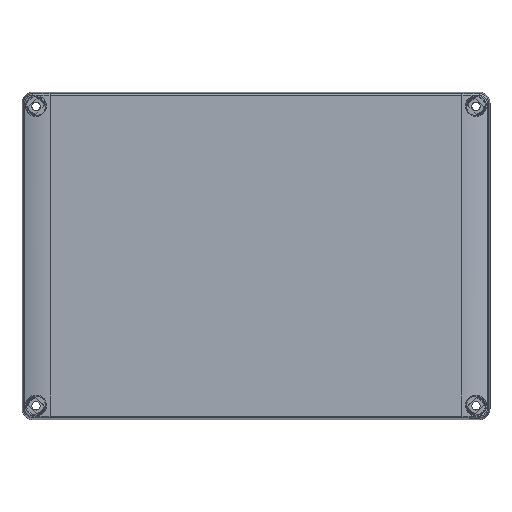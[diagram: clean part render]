
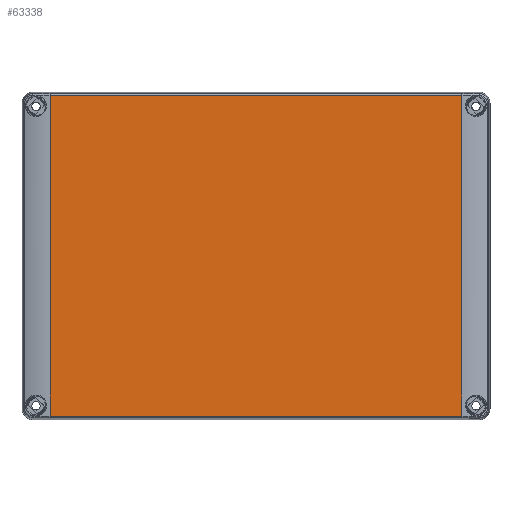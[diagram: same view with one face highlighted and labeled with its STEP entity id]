
A CAD part, top view. The second image highlights one B-rep face of the part: STEP entity #63338.
In plain terms, the highlighted planar face has unit normal (0, 0, 1).
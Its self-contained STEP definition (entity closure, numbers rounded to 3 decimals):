
#58469=DIRECTION('',(-1.,0.,0.));
#58470=VECTOR('',#58469,220.);
#58471=CARTESIAN_POINT('',(110.,-85.645,50.));
#58472=LINE('',#58471,#58470);
#58478=DIRECTION('',(0.,1.,0.));
#58479=VECTOR('',#58478,171.289);
#58480=CARTESIAN_POINT('',(-110.,-85.645,
50.));
#58481=LINE('',#58480,#58479);
#58486=DIRECTION('',(1.,0.,0.));
#58487=VECTOR('',#58486,220.);
#58488=CARTESIAN_POINT('',(-110.,85.645,50.));
#58489=LINE('',#58488,#58487);
#58511=CARTESIAN_POINT('',(-110.,85.645,50.));
#58722=DIRECTION('',(0.,1.,0.));
#58723=VECTOR('',#58722,171.289);
#58724=CARTESIAN_POINT('',(110.,-85.645,50.));
#58725=LINE('',#58724,#58723);
#60027=CARTESIAN_POINT('',(110.,-85.645,50.));
#60028=CARTESIAN_POINT('',(-110.,-85.645,
50.));
#60029=VERTEX_POINT('',#60027);
#60030=VERTEX_POINT('',#60028);
#60042=VERTEX_POINT('',#58511);
#60045=CARTESIAN_POINT('',(110.,85.645,50.));
#60046=VERTEX_POINT('',#60045);
#63325=CARTESIAN_POINT('',(-110.,-87.5,50.));
#63326=DIRECTION('',(0.,0.,1.));
#63327=DIRECTION('',(1.,0.,0.));
#63328=AXIS2_PLACEMENT_3D('',#63325,#63326,#63327);
#63329=PLANE('',#63328);
#63330=ORIENTED_EDGE('',*,*,#63319,.T.);
#63331=ORIENTED_EDGE('',*,*,#62969,.T.);
#63333=ORIENTED_EDGE('',*,*,#63332,.T.);
#63335=ORIENTED_EDGE('',*,*,#63334,.F.);
#63336=EDGE_LOOP('',(#63330,#63331,#63333,#63335));
#63337=FACE_OUTER_BOUND('',#63336,.F.);
#62969=EDGE_CURVE('',#60030,#60042,#58481,.T.);
#63319=EDGE_CURVE('',#60029,#60030,#58472,.T.);
#63332=EDGE_CURVE('',#60042,#60046,#58489,.T.);
#63334=EDGE_CURVE('',#60029,#60046,#58725,.T.);
#63338=ADVANCED_FACE('',(#63337),#63329,.T.);
